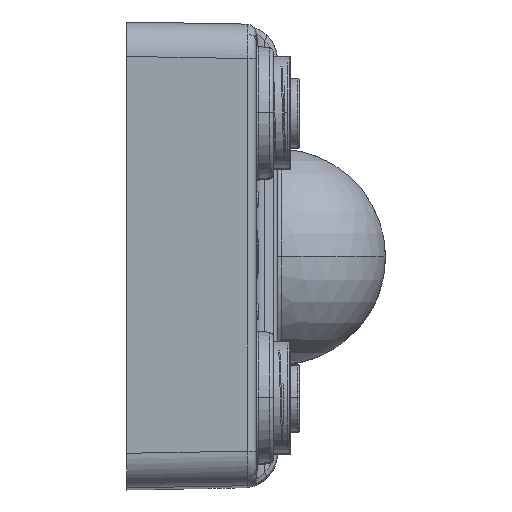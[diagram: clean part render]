
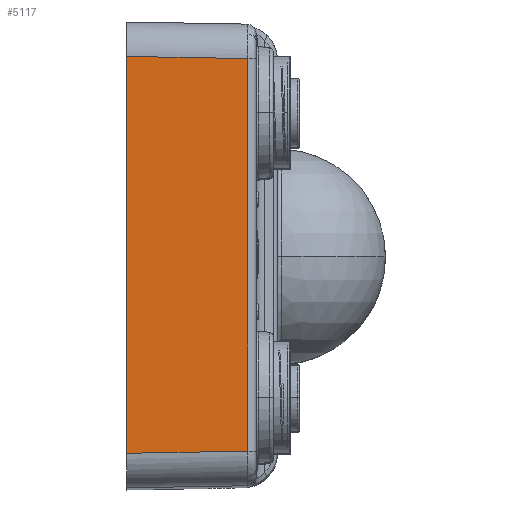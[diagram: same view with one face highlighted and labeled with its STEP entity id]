
A CAD part, top view. The second image highlights one B-rep face of the part: STEP entity #5117.
In plain terms, the highlighted planar face has unit normal (0.018, 0, 1).
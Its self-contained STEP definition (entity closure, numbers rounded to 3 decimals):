
#2622=FACE_OUTER_BOUND('',#9609,.T.);
#5117=ADVANCED_FACE('',(#2622),#7793,.T.);
#7793=PLANE('',#46211);
#9609=EDGE_LOOP('',(#19899,#19900,#19901,#19902));
#12671=LINE('',#65204,#15902);
#12973=LINE('',#67416,#16204);
#12974=LINE('',#67417,#16205);
#12975=LINE('',#67419,#16206);
#15902=VECTOR('',#51528,1.);
#16204=VECTOR('',#52158,1.);
#16205=VECTOR('',#52159,1.);
#16206=VECTOR('',#52160,1.);
#19899=ORIENTED_EDGE('',*,*,#37405,.T.);
#19900=ORIENTED_EDGE('',*,*,#37406,.T.);
#19901=ORIENTED_EDGE('',*,*,#37407,.T.);
#19902=ORIENTED_EDGE('',*,*,#36866,.T.);
#32460=VERTEX_POINT('',#64942);
#32535=VERTEX_POINT('',#65203);
#32536=VERTEX_POINT('',#65205);
#33028=VERTEX_POINT('',#67418);
#36866=EDGE_CURVE('',#32536,#32535,#12671,.T.);
#37405=EDGE_CURVE('',#32535,#32460,#12973,.T.);
#37406=EDGE_CURVE('',#32460,#33028,#12974,.T.);
#37407=EDGE_CURVE('',#33028,#32536,#12975,.T.);
#46211=AXIS2_PLACEMENT_3D('',#67420,#52161,#52162);
#51528=DIRECTION('',(0.,-1.,0.));
#52158=DIRECTION('',(1.,0.017,-0.017));
#52159=DIRECTION('',(0.,1.,0.));
#52160=DIRECTION('',(-1.,0.017,0.017));
#52161=DIRECTION('',(0.017,0.,1.));
#52162=DIRECTION('',(-1.,0.,0.017));
#64942=CARTESIAN_POINT('',(14.017,-22.756,-0.245));
#65203=CARTESIAN_POINT('',(0.,-23.001,0.));
#65204=CARTESIAN_POINT('',(0.,27.,0.));
#65205=CARTESIAN_POINT('',(0.,23.001,0.));
#67416=CARTESIAN_POINT('',(0.872,-22.985,-0.015));
#67417=CARTESIAN_POINT('',(14.017,22.739,-0.245));
#67418=CARTESIAN_POINT('',(14.017,22.756,-0.245));
#67419=CARTESIAN_POINT('',(-0.07,23.002,0.001));
#67420=CARTESIAN_POINT('',(0.,27.,0.));
